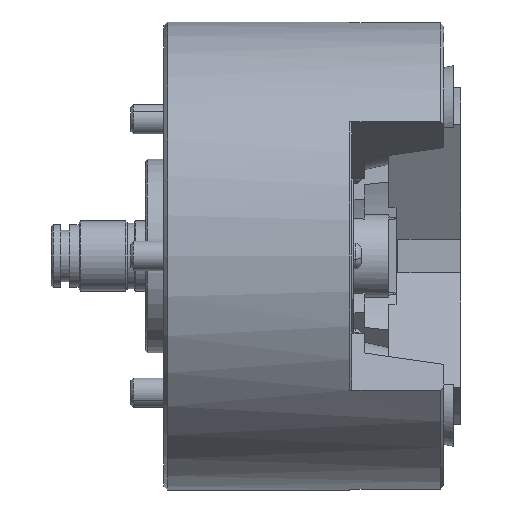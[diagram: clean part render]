
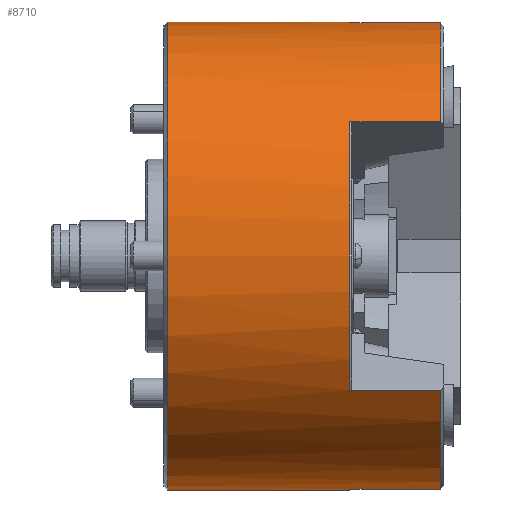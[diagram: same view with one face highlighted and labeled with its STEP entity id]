
A CAD part, front view. The second image highlights one B-rep face of the part: STEP entity #8710.
In plain terms, the highlighted cylindrical face has radius 127 mm (diameter 254 mm), a partial arc.
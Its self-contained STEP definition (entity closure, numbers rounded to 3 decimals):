
#44 = DIRECTION ( 'NONE',  ( 0., 0., 1. ) ) ;
#117 = EDGE_CURVE ( 'NONE', #8240, #7793, #4568, .T. ) ;
#171 = CARTESIAN_POINT ( 'NONE',  ( 0., -104.032, -72.844 ) ) ;
#280 = DIRECTION ( 'NONE',  ( -1., 0., 0. ) ) ;
#283 = EDGE_CURVE ( 'NONE', #3244, #8065, #2096, .T. ) ;
#337 = CARTESIAN_POINT ( 'NONE',  ( 0., -11.069, 126.517 ) ) ;
#439 = EDGE_CURVE ( 'NONE', #3337, #854, #5510, .T. ) ;
#512 = EDGE_CURVE ( 'NONE', #5797, #6922, #7482, .T. ) ;
#526 = EDGE_CURVE ( 'NONE', #854, #8065, #7141, .T. ) ;
#545 = ORIENTED_EDGE ( 'NONE', *, *, #7797, .T. ) ;
#686 = FACE_OUTER_BOUND ( 'NONE', #9011, .T. ) ;
#854 = VERTEX_POINT ( 'NONE', #3584 ) ;
#993 = DIRECTION ( 'NONE',  ( -1., 0., 0. ) ) ;
#1003 = CARTESIAN_POINT ( 'NONE',  ( 0., 0., 127. ) ) ;
#1027 = CARTESIAN_POINT ( 'NONE',  ( 150., -104.032, 72.844 ) ) ;
#1132 = CARTESIAN_POINT ( 'NONE',  ( 101., -127., 0. ) ) ;
#1157 = LINE ( 'NONE', #5841, #5013 ) ;
#1237 = VECTOR ( 'NONE', #2291, 1000. ) ;
#1287 = ORIENTED_EDGE ( 'NONE', *, *, #512, .T. ) ;
#1447 = VERTEX_POINT ( 'NONE', #1027 ) ;
#1498 = AXIS2_PLACEMENT_3D ( 'NONE', #2315, #2300, #2271 ) ;
#1667 = DIRECTION ( 'NONE',  ( -1., 0., 0. ) ) ;
#1714 = EDGE_CURVE ( 'NONE', #6922, #3337, #2277, .T. ) ;
#1797 = AXIS2_PLACEMENT_3D ( 'NONE', #4223, #7302, #44 ) ;
#2053 = CIRCLE ( 'NONE', #4633, 127. ) ;
#2096 = LINE ( 'NONE', #2480, #1237 ) ;
#2188 = ORIENTED_EDGE ( 'NONE', *, *, #439, .T. ) ;
#2215 = VERTEX_POINT ( 'NONE', #5766 ) ;
#2271 = DIRECTION ( 'NONE',  ( 0., 0., 1. ) ) ;
#2277 = CIRCLE ( 'NONE', #1797, 127. ) ;
#2291 = DIRECTION ( 'NONE',  ( -1., 0., 0. ) ) ;
#2300 = DIRECTION ( 'NONE',  ( -1., 0., 0. ) ) ;
#2315 = CARTESIAN_POINT ( 'NONE',  ( 101., 0., 0. ) ) ;
#2473 = CARTESIAN_POINT ( 'NONE',  ( 2., 0., -127. ) ) ;
#2480 = CARTESIAN_POINT ( 'NONE',  ( 0., 0., -127. ) ) ;
#2523 = ORIENTED_EDGE ( 'NONE', *, *, #5478, .T. ) ;
#2735 = DIRECTION ( 'NONE',  ( -1., 0., 0. ) ) ;
#2914 = CIRCLE ( 'NONE', #6772, 127. ) ;
#3035 = AXIS2_PLACEMENT_3D ( 'NONE', #5389, #5407, #5436 ) ;
#3071 = EDGE_CURVE ( 'NONE', #7793, #1447, #8581, .T. ) ;
#3167 = VERTEX_POINT ( 'NONE', #7493 ) ;
#3182 = ORIENTED_EDGE ( 'NONE', *, *, #4732, .T. ) ;
#3244 = VERTEX_POINT ( 'NONE', #5989 ) ;
#3337 = VERTEX_POINT ( 'NONE', #3560 ) ;
#3396 = AXIS2_PLACEMENT_3D ( 'NONE', #4028, #4016, #3999 ) ;
#3508 = EDGE_CURVE ( 'NONE', #1447, #5797, #2914, .T. ) ;
#3560 = CARTESIAN_POINT ( 'NONE',  ( 101., 0., 127. ) ) ;
#3584 = CARTESIAN_POINT ( 'NONE',  ( 2., 0., 127. ) ) ;
#3931 = VERTEX_POINT ( 'NONE', #4146 ) ;
#3956 = CARTESIAN_POINT ( 'NONE',  ( 101., -11.069, 126.517 ) ) ;
#3971 = ORIENTED_EDGE ( 'NONE', *, *, #3508, .T. ) ;
#3999 = DIRECTION ( 'NONE',  ( 0., 0., 1. ) ) ;
#4016 = DIRECTION ( 'NONE',  ( -1., 0., 0. ) ) ;
#4028 = CARTESIAN_POINT ( 'NONE',  ( 150., 0., 0. ) ) ;
#4042 = ORIENTED_EDGE ( 'NONE', *, *, #117, .T. ) ;
#4122 = CARTESIAN_POINT ( 'NONE',  ( 150., -104.032, -72.844 ) ) ;
#4146 = CARTESIAN_POINT ( 'NONE',  ( 150., -11.069, -126.517 ) ) ;
#4204 = CARTESIAN_POINT ( 'NONE',  ( 2., 0., 0. ) ) ;
#4223 = CARTESIAN_POINT ( 'NONE',  ( 101., 0., 0. ) ) ;
#4243 = CARTESIAN_POINT ( 'NONE',  ( 101., -104.032, 72.844 ) ) ;
#4355 = ORIENTED_EDGE ( 'NONE', *, *, #5539, .T. ) ;
#4472 = ORIENTED_EDGE ( 'NONE', *, *, #526, .T. ) ;
#4568 = CIRCLE ( 'NONE', #3035, 127. ) ;
#4617 = DIRECTION ( 'NONE',  ( -1., 0., 0. ) ) ;
#4633 = AXIS2_PLACEMENT_3D ( 'NONE', #5083, #5072, #5060 ) ;
#4732 = EDGE_CURVE ( 'NONE', #3244, #3167, #2053, .T. ) ;
#4797 = CARTESIAN_POINT ( 'NONE',  ( 150., 0., 0. ) ) ;
#5013 = VECTOR ( 'NONE', #5616, 1000. ) ;
#5060 = DIRECTION ( 'NONE',  ( 0., 0., 1. ) ) ;
#5072 = DIRECTION ( 'NONE',  ( -1., 0., 0. ) ) ;
#5083 = CARTESIAN_POINT ( 'NONE',  ( 101., 0., 0. ) ) ;
#5105 = VECTOR ( 'NONE', #1667, 1000. ) ;
#5194 = CARTESIAN_POINT ( 'NONE',  ( 0., 0., 0. ) ) ;
#5195 = DIRECTION ( 'NONE',  ( 1., 0., 0. ) ) ;
#5260 = CARTESIAN_POINT ( 'NONE',  ( 0., -104.032, 72.844 ) ) ;
#5261 = DIRECTION ( 'NONE',  ( 0., 0., 1. ) ) ;
#5278 = VECTOR ( 'NONE', #280, 1000. ) ;
#5324 = LINE ( 'NONE', #171, #5105 ) ;
#5389 = CARTESIAN_POINT ( 'NONE',  ( 101., 0., 0. ) ) ;
#5407 = DIRECTION ( 'NONE',  ( -1., 0., 0. ) ) ;
#5436 = DIRECTION ( 'NONE',  ( 0., 0., 1. ) ) ;
#5478 = EDGE_CURVE ( 'NONE', #3167, #3931, #1157, .T. ) ;
#5510 = LINE ( 'NONE', #1003, #6475 ) ;
#5539 = EDGE_CURVE ( 'NONE', #6257, #2215, #5324, .T. ) ;
#5616 = DIRECTION ( 'NONE',  ( 1., 0., 0. ) ) ;
#5766 = CARTESIAN_POINT ( 'NONE',  ( 101., -104.032, -72.844 ) ) ;
#5797 = VERTEX_POINT ( 'NONE', #8802 ) ;
#5841 = CARTESIAN_POINT ( 'NONE',  ( 0., -11.069, -126.517 ) ) ;
#5989 = CARTESIAN_POINT ( 'NONE',  ( 101., 0., -127. ) ) ;
#6257 = VERTEX_POINT ( 'NONE', #4122 ) ;
#6475 = VECTOR ( 'NONE', #993, 1000. ) ;
#6476 = EDGE_CURVE ( 'NONE', #2215, #8240, #8742, .T. ) ;
#6655 = ORIENTED_EDGE ( 'NONE', *, *, #1714, .T. ) ;
#6772 = AXIS2_PLACEMENT_3D ( 'NONE', #4797, #2735, #7336 ) ;
#6804 = ORIENTED_EDGE ( 'NONE', *, *, #3071, .T. ) ;
#6901 = DIRECTION ( 'NONE',  ( 0., 0., 1. ) ) ;
#6922 = VERTEX_POINT ( 'NONE', #3956 ) ;
#6945 = CYLINDRICAL_SURFACE ( 'NONE', #7776, 127. ) ;
#7141 = CIRCLE ( 'NONE', #8061, 127. ) ;
#7175 = DIRECTION ( 'NONE',  ( 1., 0., 0. ) ) ;
#7228 = CIRCLE ( 'NONE', #3396, 127. ) ;
#7302 = DIRECTION ( 'NONE',  ( -1., 0., 0. ) ) ;
#7336 = DIRECTION ( 'NONE',  ( 0., 0., 1. ) ) ;
#7482 = LINE ( 'NONE', #337, #5278 ) ;
#7493 = CARTESIAN_POINT ( 'NONE',  ( 101., -11.069, -126.517 ) ) ;
#7776 = AXIS2_PLACEMENT_3D ( 'NONE', #5194, #4617, #5261 ) ;
#7793 = VERTEX_POINT ( 'NONE', #4243 ) ;
#7797 = EDGE_CURVE ( 'NONE', #3931, #6257, #7228, .T. ) ;
#8061 = AXIS2_PLACEMENT_3D ( 'NONE', #4204, #5195, #6901 ) ;
#8065 = VERTEX_POINT ( 'NONE', #2473 ) ;
#8240 = VERTEX_POINT ( 'NONE', #1132 ) ;
#8467 = VECTOR ( 'NONE', #7175, 1000. ) ;
#8475 = ORIENTED_EDGE ( 'NONE', *, *, #283, .F. ) ;
#8581 = LINE ( 'NONE', #5260, #8467 ) ;
#8710 = ADVANCED_FACE ( 'NONE', ( #686 ), #6945, .T. ) ;
#8737 = ORIENTED_EDGE ( 'NONE', *, *, #6476, .T. ) ;
#8742 = CIRCLE ( 'NONE', #1498, 127. ) ;
#8802 = CARTESIAN_POINT ( 'NONE',  ( 150., -11.069, 126.517 ) ) ;
#9011 = EDGE_LOOP ( 'NONE', ( #8475, #3182, #2523, #545, #4355, #8737, #4042, #6804, #3971, #1287, #6655, #2188, #4472 ) ) ;
